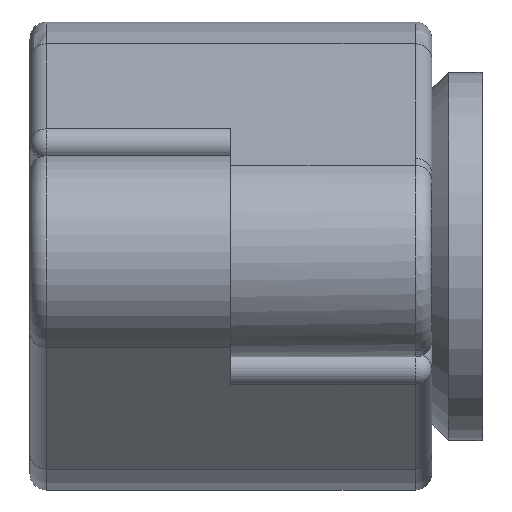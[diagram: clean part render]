
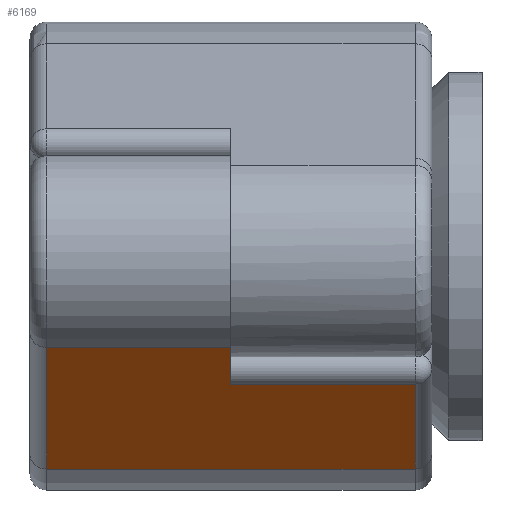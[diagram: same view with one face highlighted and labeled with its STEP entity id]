
A CAD part, left-side view. The second image highlights one B-rep face of the part: STEP entity #6169.
In plain terms, the highlighted planar face has unit normal (-0.421, 0, -0.907).
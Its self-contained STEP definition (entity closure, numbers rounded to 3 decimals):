
#116 = VECTOR ( 'NONE', #3192, 1000. ) ;
#216 = ORIENTED_EDGE ( 'NONE', *, *, #903, .F. ) ;
#221 = LINE ( 'NONE', #4820, #4991 ) ;
#374 = CARTESIAN_POINT ( 'NONE',  ( -21.526, 0., -5.442 ) ) ;
#383 = DIRECTION ( 'NONE',  ( 0., 1., 0. ) ) ;
#421 = CARTESIAN_POINT ( 'NONE',  ( -5.895, -12., -12.699 ) ) ;
#434 = LINE ( 'NONE', #421, #7319 ) ;
#526 = ORIENTED_EDGE ( 'NONE', *, *, #3750, .T. ) ;
#759 = VECTOR ( 'NONE', #5332, 1000. ) ;
#903 = EDGE_CURVE ( 'NONE', #6094, #6842, #434, .T. ) ;
#908 = VERTEX_POINT ( 'NONE', #374 ) ;
#985 = AXIS2_PLACEMENT_3D ( 'NONE', #4597, #3769, #3007 ) ;
#1101 = EDGE_CURVE ( 'NONE', #7440, #7382, #2245, .T. ) ;
#1891 = ORIENTED_EDGE ( 'NONE', *, *, #7599, .T. ) ;
#1961 = VERTEX_POINT ( 'NONE', #5447 ) ;
#2245 = LINE ( 'NONE', #2310, #2642 ) ;
#2310 = CARTESIAN_POINT ( 'NONE',  ( -16.827, -12., -7.624 ) ) ;
#2642 = VECTOR ( 'NONE', #4097, 1000. ) ;
#3007 = DIRECTION ( 'NONE',  ( -0.907, 0., 0.421 ) ) ;
#3038 = EDGE_CURVE ( 'NONE', #6094, #7440, #6911, .T. ) ;
#3085 = VECTOR ( 'NONE', #4217, 1000. ) ;
#3192 = DIRECTION ( 'NONE',  ( 0.907, 0., -0.421 ) ) ;
#3543 = CARTESIAN_POINT ( 'NONE',  ( -16.827, -11., -7.624 ) ) ;
#3750 = EDGE_CURVE ( 'NONE', #1961, #6842, #4815, .T. ) ;
#3769 = DIRECTION ( 'NONE',  ( -0.421, 0., -0.907 ) ) ;
#3772 = CARTESIAN_POINT ( 'NONE',  ( -5.895, 11., -12.699 ) ) ;
#3829 = EDGE_LOOP ( 'NONE', ( #216, #7472, #7268, #6105, #1891, #526 ) ) ;
#4014 = CARTESIAN_POINT ( 'NONE',  ( -5.895, 11., -12.699 ) ) ;
#4018 = DIRECTION ( 'NONE',  ( 0., 1., 0. ) ) ;
#4097 = DIRECTION ( 'NONE',  ( 0., 1., 0. ) ) ;
#4189 = CARTESIAN_POINT ( 'NONE',  ( -5.895, -11., -12.699 ) ) ;
#4217 = DIRECTION ( 'NONE',  ( -0.907, 0., 0.421 ) ) ;
#4597 = CARTESIAN_POINT ( 'NONE',  ( -5.895, -12., -12.699 ) ) ;
#4815 = LINE ( 'NONE', #4014, #116 ) ;
#4820 = CARTESIAN_POINT ( 'NONE',  ( -21.526, -12., -5.442 ) ) ;
#4991 = VECTOR ( 'NONE', #4018, 1000. ) ;
#4997 = CARTESIAN_POINT ( 'NONE',  ( -5.895, 0., -12.699 ) ) ;
#5332 = DIRECTION ( 'NONE',  ( -0.907, 0., 0.421 ) ) ;
#5388 = PLANE ( 'NONE',  #985 ) ;
#5398 = FACE_OUTER_BOUND ( 'NONE', #3829, .T. ) ;
#5447 = CARTESIAN_POINT ( 'NONE',  ( -21.526, 11., -5.442 ) ) ;
#5802 = LINE ( 'NONE', #4997, #3085 ) ;
#5845 = CARTESIAN_POINT ( 'NONE',  ( -16.827, 0., -7.624 ) ) ;
#6094 = VERTEX_POINT ( 'NONE', #4189 ) ;
#6105 = ORIENTED_EDGE ( 'NONE', *, *, #6692, .T. ) ;
#6119 = CARTESIAN_POINT ( 'NONE',  ( -16.827, -11., -7.624 ) ) ;
#6169 = ADVANCED_FACE ( 'NONE', ( #5398 ), #5388, .T. ) ;
#6692 = EDGE_CURVE ( 'NONE', #7382, #908, #5802, .T. ) ;
#6842 = VERTEX_POINT ( 'NONE', #3772 ) ;
#6911 = LINE ( 'NONE', #6119, #759 ) ;
#7268 = ORIENTED_EDGE ( 'NONE', *, *, #1101, .T. ) ;
#7319 = VECTOR ( 'NONE', #383, 1000. ) ;
#7382 = VERTEX_POINT ( 'NONE', #5845 ) ;
#7440 = VERTEX_POINT ( 'NONE', #3543 ) ;
#7472 = ORIENTED_EDGE ( 'NONE', *, *, #3038, .T. ) ;
#7599 = EDGE_CURVE ( 'NONE', #908, #1961, #221, .T. ) ;
